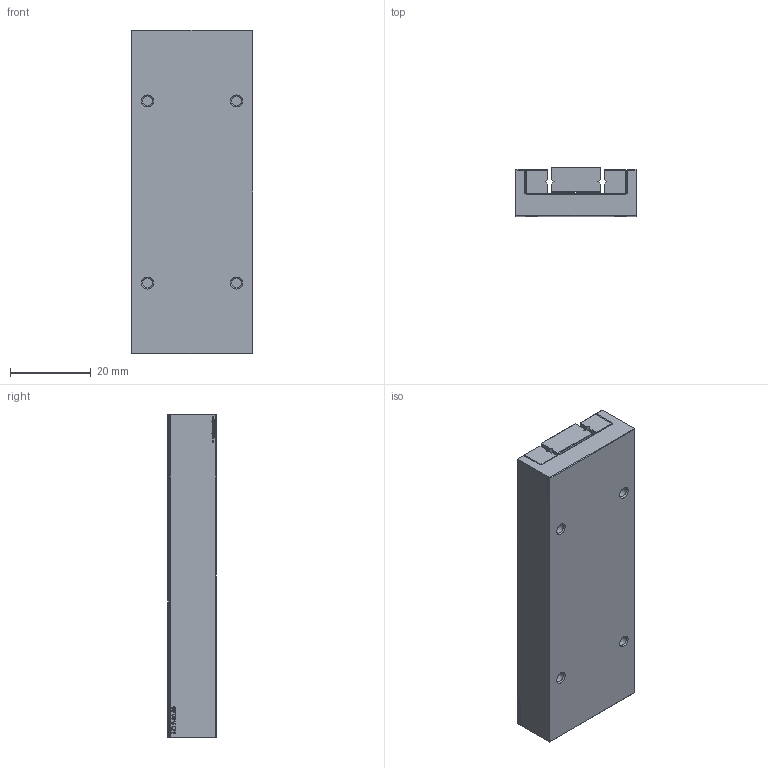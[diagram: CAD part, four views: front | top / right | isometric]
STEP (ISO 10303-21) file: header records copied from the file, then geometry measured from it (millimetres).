
FILE_DESCRIPTION(('FreeCAD Model'),'2;1');
FILE_NAME('ND 2-80.50.step', '2020-04-19T13:48:54',('Author'),(''), 'Open CASCADE STEP processor 6.8','FreeCAD','Unknown');
FILE_SCHEMA(('AUTOMOTIVE_DESIGN_CC2 { 1 2 10303 214 -1 1 5 4 }'));
Length unit declared in the file: millimetre
Products named in the file (3): ASSEMBLY; TT; DP
Assembly tree (2 placements, depth 2):
  ASSEMBLY
    TT
    DP
Bounding box: 30 x 12 x 80 mm (x, y, z)
Volume: 26197.5 mm3; surface area: 15187.8 mm2
Topology: 4 solids, 4 shells, 602 faces, 1599 edges, 1036 vertices
Faces by surface type: extrusion 300, plane 289, cylinder 9, cone 4
Full cylindrical faces by diameter (mm): 2.5 x4, 3 x5
Entity records: 39662 total; most frequent: CARTESIAN_POINT 9516, DIRECTION 4492, VECTOR 3809, LINE 3509, ORIENTED_EDGE 3198, PCURVE 3198, DEFINITIONAL_REPRESENTATION 3198, EDGE_CURVE 1599
